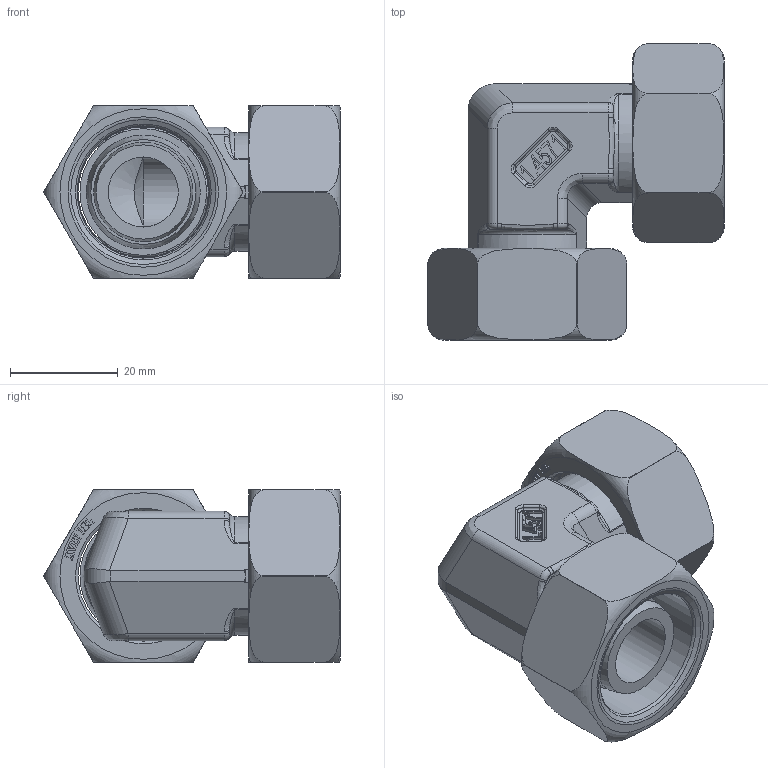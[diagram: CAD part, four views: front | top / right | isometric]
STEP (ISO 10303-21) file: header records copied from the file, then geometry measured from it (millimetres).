
FILE_DESCRIPTION(/* description */ (''),/* implementation_level */ '2;1');
FILE_NAME(/* name */ 'WKS18_TP.stp',/* time_stamp */ '2022-06-30T14:57:26+02:00',/* author */ (''),/* organization */ (''),/* preprocessor_version */ 'ST-DEVELOPER v16',/* originating_system */ 'SIEMENS PLM Software NX 10.0',/* authorisation */ '');
FILE_SCHEMA (('AP203_CONFIGURATION_CONTROLLED_3D_DESIGN_OF_MECHANICAL_PARTS_AND_ASSEMBLIES_MIM_LF { 1 0 10303 403 2 1 2}'));
Length unit declared in the file: millimetre
Products named in the file (1): jnuj183860B9a0zg
Bounding box: 54.99 x 54.99 x 32 mm (x, y, z)
Volume: 30299.3 mm3; surface area: 16570.7 mm2
Topology: 3 solids, 3 shells, 708 faces, 1882 edges, 1224 vertices
Faces by surface type: plane 507, cylinder 80, torus 50, bspline 34, extrusion 25, cone 12
Full cylindrical faces by diameter (mm): 2.65 x2, 3.045 x2, 13 x2, 22 x2, 23.5 x2, 24.155 x2, 24.6 x2
Entity records: 24377 total; most frequent: CARTESIAN_POINT 8564, ORIENTED_EDGE 3656, DIRECTION 2543, EDGE_CURVE 1828, VERTEX_POINT 1208, AXIS2_PLACEMENT_3D 900, B_SPLINE_CURVE_WITH_KNOTS 884, EDGE_LOOP 800
